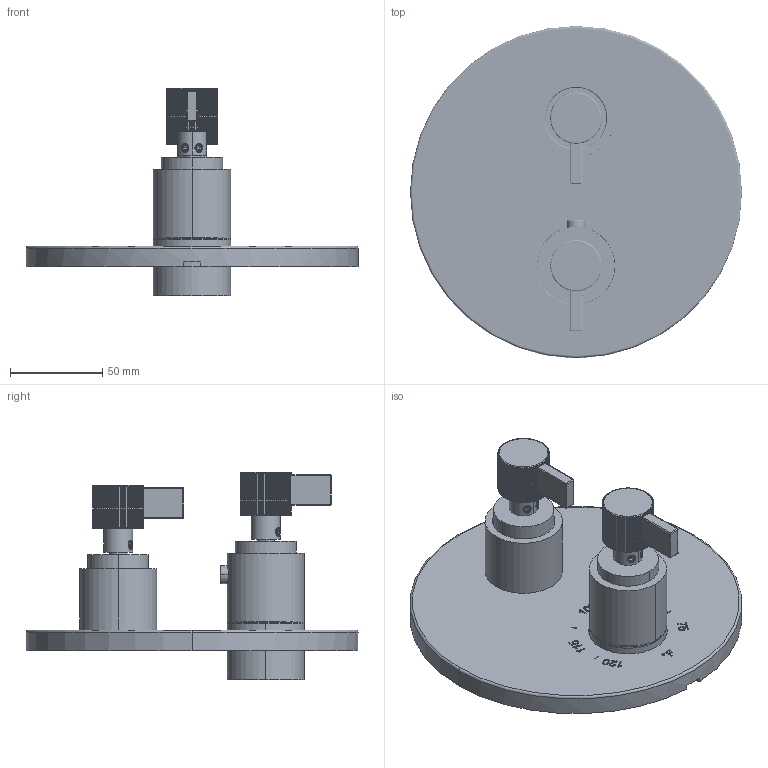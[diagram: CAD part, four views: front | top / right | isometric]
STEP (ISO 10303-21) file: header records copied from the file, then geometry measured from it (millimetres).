
FILE_DESCRIPTION((''),'2;1');
FILE_NAME('3-3233TR_ASM','2019-11-11T08:37:42',('rsmith'),(''),'CREO PARAMETRIC BY PTC INC, 2018400','CREO PARAMETRIC BY PTC INC, 2018400','');
FILE_SCHEMA(('CONFIG_CONTROL_DESIGN'));
Length unit declared in the file: inch
Products named in the file (24): 12347_AF0; H-78_2_FEET_AF0; 91678; 20-116_AF0_ASM; 12368; 91249; 91764; 2-996_ASM; 91308; 12348; 12345_AF0; 12354; 12353; 92137; 91246; 92849; 2-998_ASM; 92113; 13190; 13191; 92984; 92000; 20-457_ASM; 3-3233TR_ASM
Assembly tree (26 placements, depth 3):
  3-3233TR_ASM
    20-116_AF0_ASM
      12347_AF0
      H-78_2_FEET_AF0
      91678
    2-996_ASM
      12368
      91249
      91764
    91308
    12348
    12345_AF0
    2-998_ASM
      12354
      12353
      92137
      91246
      92849
    92113  x2
    20-457_ASM  x2
      13190
      13191
      92984
      92000
Bounding box: 180.09 x 180.09 x 112.7 mm (x, y, z)
Volume: 165704.5 mm3; surface area: 207727.6 mm2
Topology: 26 solids, 53 shells, 3274 faces, 9246 edges, 6107 vertices
Faces by surface type: plane 1428, cylinder 1083, bspline 274, cone 195, extrusion 180, torus 62, sphere 48, revolution 4
Entity records: 110322 total; most frequent: CARTESIAN_POINT 57986, ORIENTED_EDGE 11705, DIRECTION 9025, EDGE_CURVE 6063, VERTEX_POINT 4027, AXIS2_PLACEMENT_3D 3216, VECTOR 2589, B_SPLINE_CURVE_WITH_KNOTS 2541
